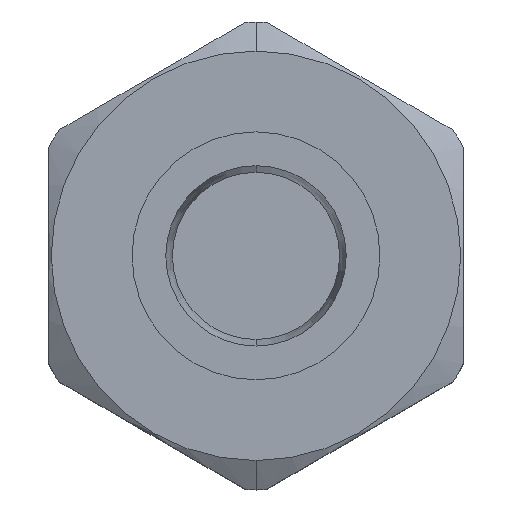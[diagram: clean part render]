
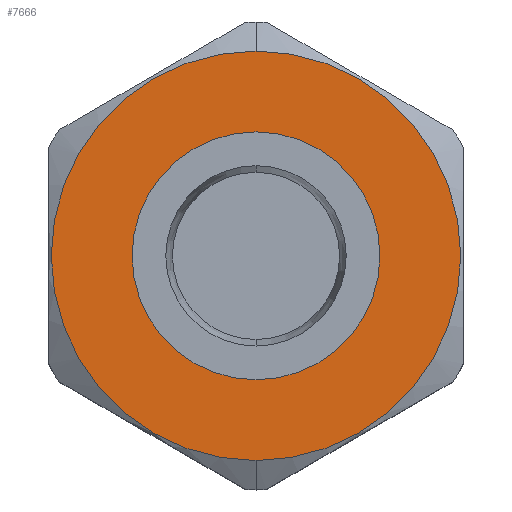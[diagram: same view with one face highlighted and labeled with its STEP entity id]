
A CAD part, top view. The second image highlights one B-rep face of the part: STEP entity #7666.
In plain terms, the highlighted planar face has unit normal (0, 0, 1).
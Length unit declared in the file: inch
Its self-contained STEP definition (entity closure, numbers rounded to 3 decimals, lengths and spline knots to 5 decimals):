
#2696=CARTESIAN_POINT('',(0.,0.,2.752));
#2697=DIRECTION('',(0.,0.,1.));
#2698=DIRECTION('',(0.,-1.,0.));
#2699=AXIS2_PLACEMENT_3D('',#2696,#2697,#2698);
#2701=CARTESIAN_POINT('',(0.,0.,2.752));
#2702=DIRECTION('',(0.,0.,1.));
#2703=DIRECTION('',(0.,1.,0.));
#2704=AXIS2_PLACEMENT_3D('',#2701,#2702,#2703);
#2706=CARTESIAN_POINT('',(0.,0.,2.752));
#2707=DIRECTION('',(0.,0.,1.));
#2708=DIRECTION('',(0.,-1.,0.));
#2709=AXIS2_PLACEMENT_3D('',#2706,#2707,#2708);
#2711=CARTESIAN_POINT('',(0.,0.,2.752));
#2712=DIRECTION('',(0.,0.,1.));
#2713=DIRECTION('',(0.,1.,0.));
#2714=AXIS2_PLACEMENT_3D('',#2711,#2712,#2713);
#3043=CARTESIAN_POINT('',(0.,-0.555,2.752));
#3044=CARTESIAN_POINT('',(0.,0.555,2.752));
#3045=VERTEX_POINT('',#3043);
#3046=VERTEX_POINT('',#3044);
#3127=CARTESIAN_POINT('',(0.,-0.336,2.752));
#3128=CARTESIAN_POINT('',(0.,0.336,2.752));
#3129=VERTEX_POINT('',#3127);
#3130=VERTEX_POINT('',#3128);
#7651=CARTESIAN_POINT('',(0.,0.,2.752));
#7652=DIRECTION('',(0.,0.,1.));
#7653=DIRECTION('',(0.,1.,0.));
#7654=AXIS2_PLACEMENT_3D('',#7651,#7652,#7653);
#7655=PLANE('',#7654);
#7656=ORIENTED_EDGE('',*,*,#7600,.F.);
#7657=ORIENTED_EDGE('',*,*,#7633,.F.);
#7658=EDGE_LOOP('',(#7656,#7657));
#7659=FACE_OUTER_BOUND('',#7658,.F.);
#7661=ORIENTED_EDGE('',*,*,#7660,.T.);
#7663=ORIENTED_EDGE('',*,*,#7662,.T.);
#7664=EDGE_LOOP('',(#7661,#7663));
#7665=FACE_BOUND('',#7664,.F.);
#2700=CIRCLE('',#2699,0.555);
#2705=CIRCLE('',#2704,0.555);
#2710=CIRCLE('',#2709,0.336);
#2715=CIRCLE('',#2714,0.336);
#7600=EDGE_CURVE('',#3045,#3046,#2700,.T.);
#7633=EDGE_CURVE('',#3046,#3045,#2705,.T.);
#7660=EDGE_CURVE('',#3129,#3130,#2710,.T.);
#7662=EDGE_CURVE('',#3130,#3129,#2715,.T.);
#7666=ADVANCED_FACE('',(#7659,#7665),#7655,.T.);
